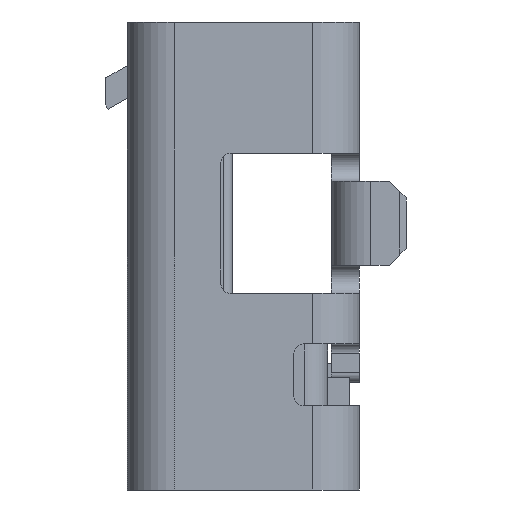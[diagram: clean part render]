
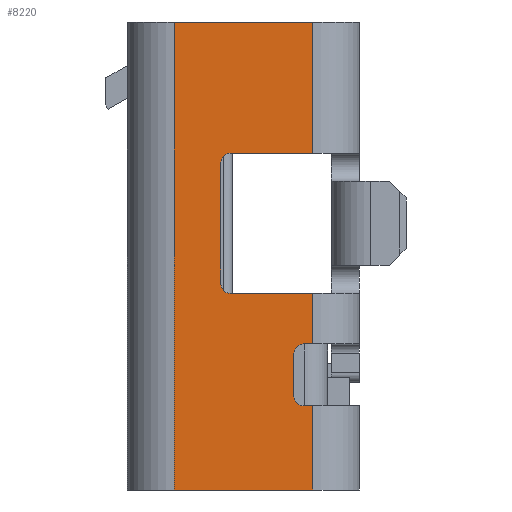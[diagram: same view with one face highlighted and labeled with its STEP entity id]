
A CAD part, left-side view. The second image highlights one B-rep face of the part: STEP entity #8220.
In plain terms, the highlighted planar face has unit normal (-1, 0, 0).
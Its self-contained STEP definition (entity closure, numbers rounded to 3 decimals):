
#58=DIRECTION('',(0.,-1.,0.));
#59=VECTOR('',#58,1.48);
#60=CARTESIAN_POINT('',(-3.76,0.74,0.));
#61=LINE('',#60,#59);
#132=DIRECTION('',(0.,0.,1.));
#133=VECTOR('',#132,1.3);
#134=CARTESIAN_POINT('',(-3.76,0.24,-2.8));
#135=LINE('',#134,#133);
#139=DIRECTION('',(0.,1.,0.));
#140=VECTOR('',#139,0.88);
#141=CARTESIAN_POINT('',(-3.76,-0.74,-2.9));
#142=LINE('',#141,#140);
#146=DIRECTION('',(0.,1.,0.));
#147=VECTOR('',#146,0.1);
#148=CARTESIAN_POINT('',(-3.76,-0.74,-3.44));
#149=LINE('',#148,#147);
#153=DIRECTION('',(0.,0.,1.));
#154=VECTOR('',#153,0.46);
#155=CARTESIAN_POINT('',(-3.76,-0.54,-4.));
#156=LINE('',#155,#154);
#160=DIRECTION('',(0.,1.,0.));
#161=VECTOR('',#160,0.1);
#162=CARTESIAN_POINT('',(-3.76,-0.74,-4.1));
#163=LINE('',#162,#161);
#167=DIRECTION('',(0.,0.,-1.));
#168=VECTOR('',#167,5.);
#169=CARTESIAN_POINT('',(-3.76,0.74,0.));
#170=LINE('',#169,#168);
#174=DIRECTION('',(0.,1.,0.));
#175=VECTOR('',#174,0.88);
#176=CARTESIAN_POINT('',(-3.76,-0.74,-1.4));
#177=LINE('',#176,#175);
#590=DIRECTION('',(0.,-1.,0.));
#591=VECTOR('',#590,1.48);
#592=CARTESIAN_POINT('',(-3.76,0.74,-5.));
#593=LINE('',#592,#591);
#4263=CARTESIAN_POINT('',(-3.76,-0.64,-3.54));
#4264=DIRECTION('',(1.,0.,0.));
#4265=DIRECTION('',(0.,1.,0.));
#4266=AXIS2_PLACEMENT_3D('',#4263,#4264,#4265);
#4439=CARTESIAN_POINT('',(-3.76,-0.64,-4.));
#4440=DIRECTION('',(1.,0.,0.));
#4441=DIRECTION('',(0.,0.,-1.));
#4442=AXIS2_PLACEMENT_3D('',#4439,#4440,#4441);
#4469=DIRECTION('',(0.,0.,-1.));
#4470=VECTOR('',#4469,1.4);
#4471=CARTESIAN_POINT('',(-3.76,-0.74,0.));
#4472=LINE('',#4471,#4470);
#4484=DIRECTION('',(0.,0.,-1.));
#4485=VECTOR('',#4484,0.9);
#4486=CARTESIAN_POINT('',(-3.76,-0.74,-4.1));
#4487=LINE('',#4486,#4485);
#4499=DIRECTION('',(0.,0.,-1.));
#4500=VECTOR('',#4499,0.54);
#4501=CARTESIAN_POINT('',(-3.76,-0.74,-2.9));
#4502=LINE('',#4501,#4500);
#4528=CARTESIAN_POINT('',(-3.76,0.14,-1.5));
#4529=DIRECTION('',(1.,0.,0.));
#4530=DIRECTION('',(0.,1.,0.));
#4531=AXIS2_PLACEMENT_3D('',#4528,#4529,#4530);
#4696=CARTESIAN_POINT('',(-3.76,0.14,-2.8));
#4697=DIRECTION('',(1.,0.,0.));
#4698=DIRECTION('',(0.,0.,-1.));
#4699=AXIS2_PLACEMENT_3D('',#4696,#4697,#4698);
#6887=CARTESIAN_POINT('',(-3.76,0.74,0.));
#6889=VERTEX_POINT('',#6887);
#6890=CARTESIAN_POINT('',(-3.76,-0.74,0.));
#6891=VERTEX_POINT('',#6890);
#6919=CARTESIAN_POINT('',(-3.76,0.74,-5.));
#6921=VERTEX_POINT('',#6919);
#6922=CARTESIAN_POINT('',(-3.76,-0.74,-5.));
#6923=VERTEX_POINT('',#6922);
#7086=CARTESIAN_POINT('',(-3.76,-0.74,-2.9));
#7088=VERTEX_POINT('',#7086);
#7090=CARTESIAN_POINT('',(-3.76,-0.74,-1.4));
#7092=VERTEX_POINT('',#7090);
#7326=CARTESIAN_POINT('',(-3.76,-0.74,-4.1));
#7328=VERTEX_POINT('',#7326);
#7330=CARTESIAN_POINT('',(-3.76,-0.74,-3.44));
#7332=VERTEX_POINT('',#7330);
#7403=CARTESIAN_POINT('',(-3.76,-0.54,-4.));
#7405=VERTEX_POINT('',#7403);
#7407=CARTESIAN_POINT('',(-3.76,-0.64,-4.1));
#7409=VERTEX_POINT('',#7407);
#7411=CARTESIAN_POINT('',(-3.76,-0.64,-3.44));
#7413=VERTEX_POINT('',#7411);
#7415=CARTESIAN_POINT('',(-3.76,-0.54,-3.54));
#7417=VERTEX_POINT('',#7415);
#7470=CARTESIAN_POINT('',(-3.76,0.24,-1.5));
#7472=VERTEX_POINT('',#7470);
#7474=CARTESIAN_POINT('',(-3.76,0.14,-1.4));
#7476=VERTEX_POINT('',#7474);
#7479=CARTESIAN_POINT('',(-3.76,0.24,-2.8));
#7481=VERTEX_POINT('',#7479);
#7483=CARTESIAN_POINT('',(-3.76,0.14,-2.9));
#7485=VERTEX_POINT('',#7483);
#8183=CARTESIAN_POINT('',(-3.76,0.74,0.));
#8184=DIRECTION('',(-1.,0.,0.));
#8185=DIRECTION('',(0.,-1.,0.));
#8186=AXIS2_PLACEMENT_3D('',#8183,#8184,#8185);
#8187=PLANE('',#8186);
#8189=ORIENTED_EDGE('',*,*,#8188,.F.);
#8191=ORIENTED_EDGE('',*,*,#8190,.F.);
#8193=ORIENTED_EDGE('',*,*,#8192,.F.);
#8195=ORIENTED_EDGE('',*,*,#8194,.T.);
#8197=ORIENTED_EDGE('',*,*,#8196,.T.);
#8199=ORIENTED_EDGE('',*,*,#8198,.F.);
#8201=ORIENTED_EDGE('',*,*,#8200,.F.);
#8203=ORIENTED_EDGE('',*,*,#8202,.F.);
#8205=ORIENTED_EDGE('',*,*,#8204,.F.);
#8207=ORIENTED_EDGE('',*,*,#8206,.T.);
#8209=ORIENTED_EDGE('',*,*,#8208,.F.);
#8210=ORIENTED_EDGE('',*,*,#8174,.F.);
#8211=ORIENTED_EDGE('',*,*,#8145,.T.);
#8213=ORIENTED_EDGE('',*,*,#8212,.T.);
#8215=ORIENTED_EDGE('',*,*,#8214,.T.);
#8217=ORIENTED_EDGE('',*,*,#8216,.F.);
#8218=EDGE_LOOP('',(#8189,#8191,#8193,#8195,#8197,#8199,#8201,#8203,#8205,#8207,
#8209,#8210,#8211,#8213,#8215,#8217));
#8219=FACE_OUTER_BOUND('',#8218,.F.);
#4267=CIRCLE('',#4266,0.1);
#4443=CIRCLE('',#4442,0.1);
#4532=CIRCLE('',#4531,0.1);
#4700=CIRCLE('',#4699,0.1);
#8145=EDGE_CURVE('',#6889,#6891,#61,.T.);
#8174=EDGE_CURVE('',#6889,#6921,#170,.T.);
#8188=EDGE_CURVE('',#7481,#7472,#135,.T.);
#8190=EDGE_CURVE('',#7485,#7481,#4700,.T.);
#8192=EDGE_CURVE('',#7088,#7485,#142,.T.);
#8194=EDGE_CURVE('',#7088,#7332,#4502,.T.);
#8196=EDGE_CURVE('',#7332,#7413,#149,.T.);
#8198=EDGE_CURVE('',#7417,#7413,#4267,.T.);
#8200=EDGE_CURVE('',#7405,#7417,#156,.T.);
#8202=EDGE_CURVE('',#7409,#7405,#4443,.T.);
#8204=EDGE_CURVE('',#7328,#7409,#163,.T.);
#8206=EDGE_CURVE('',#7328,#6923,#4487,.T.);
#8208=EDGE_CURVE('',#6921,#6923,#593,.T.);
#8212=EDGE_CURVE('',#6891,#7092,#4472,.T.);
#8214=EDGE_CURVE('',#7092,#7476,#177,.T.);
#8216=EDGE_CURVE('',#7472,#7476,#4532,.T.);
#8220=ADVANCED_FACE('',(#8219),#8187,.T.);
